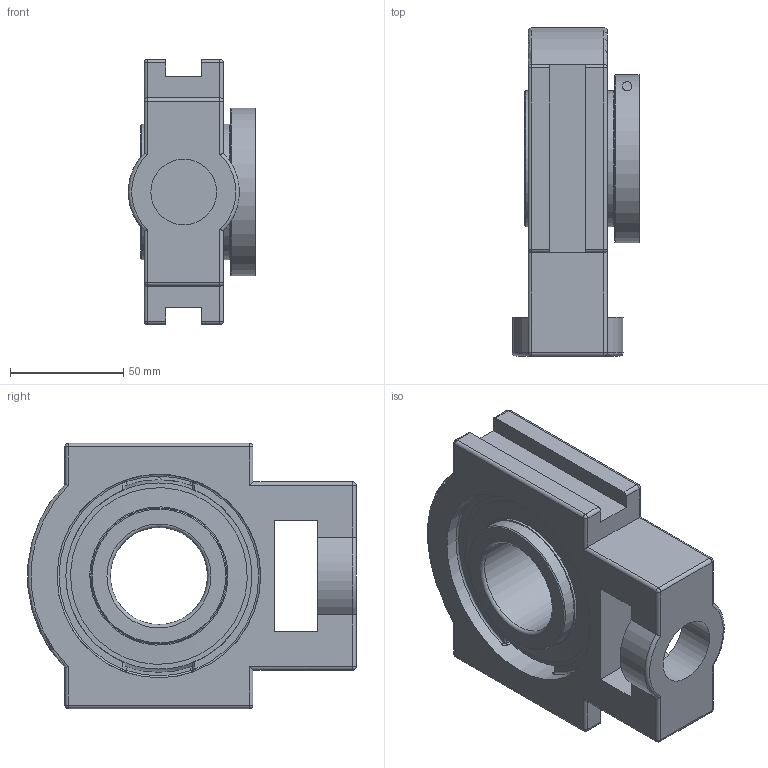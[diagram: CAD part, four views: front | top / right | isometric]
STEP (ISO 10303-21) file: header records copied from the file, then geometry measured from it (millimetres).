
FILE_DESCRIPTION(/* description */ ('Alibre Inc.'),/* implementation_level */ '2;1');
FILE_NAME(/* name */ 'export-C117AAFB-2195-4603-BC93-51FCCB445B04',/* time_stamp */ '2020-05-18T09:34:54-07:00',/* author */ (''),/* organization */ (''),/* preprocessor_version */ 'ST-DEVELOPER v17',/* originating_system */ 'Alibre',/* authorisation */ '');
FILE_SCHEMA (('CONFIG_CONTROL_DESIGN'));
Length unit declared in the file: inch
Bounding box: 56.11 x 144.79 x 117 mm (x, y, z)
Volume: 347473.4 mm3; surface area: 105556.8 mm2
Topology: 16 solids, 16 shells, 244 faces, 623 edges, 381 vertices
Faces by surface type: cylinder 80, plane 80, sphere 28, cone 28, torus 24, bspline 4
Full cylindrical faces by diameter (mm): 4.134 x1, 4.137 x1, 5.8 x1, 8.5 x1, 29 x1, 42.863 x1, 60 x4, 61.016 x2, 76 x2, 78 x2, 89.839 x2, 95.22 x1
Entity records: 8190 total; most frequent: CARTESIAN_POINT 2394, ORIENTED_EDGE 1052, DIRECTION 928, EDGE_CURVE 526, AXIS2_PLACEMENT_3D 385, VERTEX_POINT 350, FACE_BOUND 282, EDGE_LOOP 273
